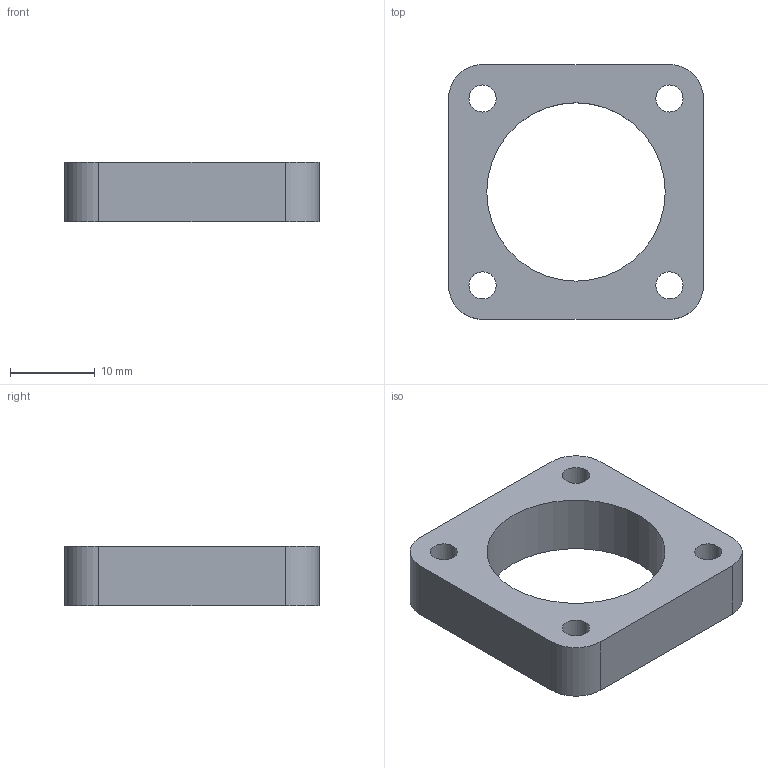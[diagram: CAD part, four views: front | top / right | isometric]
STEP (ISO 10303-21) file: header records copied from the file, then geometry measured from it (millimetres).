
FILE_DESCRIPTION(/* description */ (''),/* implementation_level */ '2;1');
FILE_NAME(/* name */ 'LP20 Nut Holder - 4 hole v1.step',/* time_stamp */ '2021-04-19T16:36:43+02:00',/* author */ (''),/* organization */ (''),/* preprocessor_version */ 'ST-DEVELOPER v18.1',/* originating_system */ 'Autodesk Translation Framework v10.6.0.1341',/* authorisation */ '');
FILE_SCHEMA (('AUTOMOTIVE_DESIGN { 1 0 10303 214 3 1 1 }'));
Length unit declared in the file: millimetre
Products named in the file (1): LP20 Nut Holder - 4 hole
Bounding box: 30 x 30 x 7 mm (x, y, z)
Volume: 3370.6 mm3; surface area: 2640.4 mm2
Topology: 1 solids, 1 shells, 43 faces, 111 edges, 74 vertices
Faces by surface type: plane 34, cylinder 9
Full cylindrical faces by diameter (mm): 3.2 x4, 21 x1
Entity records: 1356 total; most frequent: CARTESIAN_POINT 229, ORIENTED_EDGE 222, DIRECTION 217, EDGE_CURVE 111, LINE 93, VECTOR 93, VERTEX_POINT 74, AXIS2_PLACEMENT_3D 62
